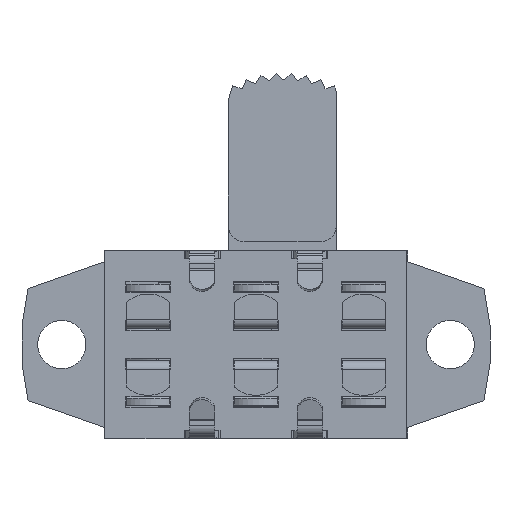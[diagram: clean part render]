
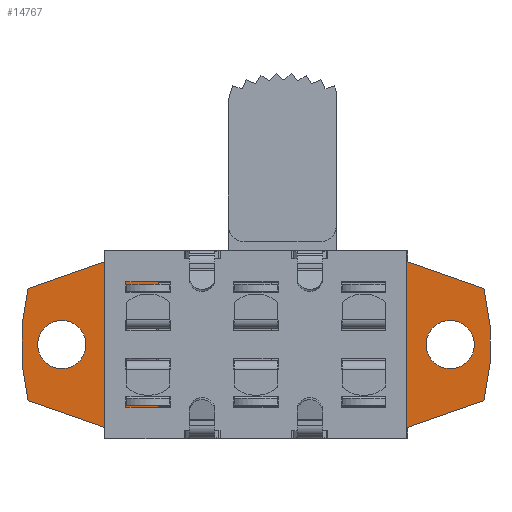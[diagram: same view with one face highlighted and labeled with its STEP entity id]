
A CAD part, front view. The second image highlights one B-rep face of the part: STEP entity #14767.
In plain terms, the highlighted planar face has unit normal (0, -1, 0).
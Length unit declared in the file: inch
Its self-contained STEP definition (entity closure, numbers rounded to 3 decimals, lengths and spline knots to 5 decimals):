
#123=FACE_BOUND('',#2140,.T.);
#124=FACE_BOUND('',#2141,.T.);
#125=FACE_BOUND('',#2142,.T.);
#714=PLANE('',#15996);
#1397=FACE_OUTER_BOUND('',#2139,.T.);
#2139=EDGE_LOOP('',(#12947,#12948,#12949,#12950,#12951,#12952,#12953,#12954,
#12955,#12956,#12957,#12958,#12959,#12960,#12961,#12962,#12963,#12964));
#2140=EDGE_LOOP('',(#12965));
#2141=EDGE_LOOP('',(#12966));
#2142=EDGE_LOOP('',(#12967));
#2597=CIRCLE('',#15961,0.06129);
#2600=CIRCLE('',#15965,0.06129);
#2608=CIRCLE('',#15982,0.07);
#2610=CIRCLE('',#15985,0.07);
#2611=CIRCLE('',#15989,0.68);
#2613=CIRCLE('',#15994,0.68);
#3813=LINE('',#23626,#5307);
#3818=LINE('',#23636,#5312);
#3821=LINE('',#23645,#5315);
#3822=LINE('',#23651,#5316);
#3952=LINE('',#24345,#5446);
#3961=LINE('',#24361,#5455);
#3962=LINE('',#24366,#5456);
#3979=LINE('',#24402,#5473);
#3980=LINE('',#24404,#5474);
#3984=LINE('',#24415,#5478);
#4033=LINE('',#24596,#5527);
#4037=LINE('',#24604,#5531);
#4041=LINE('',#24616,#5535);
#4045=LINE('',#24624,#5539);
#4049=LINE('',#24633,#5543);
#5307=VECTOR('',#19152,0.3937);
#5312=VECTOR('',#19159,0.3937);
#5315=VECTOR('',#19166,0.3937);
#5316=VECTOR('',#19171,0.3937);
#5446=VECTOR('',#19483,0.3937);
#5455=VECTOR('',#19498,0.3937);
#5456=VECTOR('',#19505,0.3937);
#5473=VECTOR('',#19560,0.3937);
#5474=VECTOR('',#19561,0.3937);
#5478=VECTOR('',#19569,0.3937);
#5527=VECTOR('',#19770,0.3937);
#5531=VECTOR('',#19776,0.3937);
#5535=VECTOR('',#19788,0.3937);
#5539=VECTOR('',#19794,0.3937);
#5543=VECTOR('',#19806,0.3937);
#6707=VERTEX_POINT('',#23622);
#6709=VERTEX_POINT('',#23625);
#6713=VERTEX_POINT('',#23635);
#6715=VERTEX_POINT('',#23641);
#6717=VERTEX_POINT('',#23644);
#6719=VERTEX_POINT('',#23648);
#6720=VERTEX_POINT('',#23650);
#6849=VERTEX_POINT('',#24344);
#6853=VERTEX_POINT('',#24358);
#6854=VERTEX_POINT('',#24364);
#6855=VERTEX_POINT('',#24403);
#6860=VERTEX_POINT('',#24413);
#6905=VERTEX_POINT('',#24552);
#6913=VERTEX_POINT('',#24585);
#6915=VERTEX_POINT('',#24591);
#6916=VERTEX_POINT('',#24595);
#6918=VERTEX_POINT('',#24602);
#6919=VERTEX_POINT('',#24603);
#6922=VERTEX_POINT('',#24614);
#6923=VERTEX_POINT('',#24615);
#6926=VERTEX_POINT('',#24623);
#8632=EDGE_CURVE('',#6709,#6707,#3813,.T.);
#8637=EDGE_CURVE('',#6713,#6709,#3818,.T.);
#8641=EDGE_CURVE('',#6717,#6715,#3821,.T.);
#8644=EDGE_CURVE('',#6720,#6719,#3822,.T.);
#8823=EDGE_CURVE('',#6849,#6720,#3952,.T.);
#8833=EDGE_CURVE('',#6853,#6849,#3961,.T.);
#8835=EDGE_CURVE('',#6854,#6713,#3962,.T.);
#8852=EDGE_CURVE('',#6715,#6854,#3979,.T.);
#8853=EDGE_CURVE('',#6855,#6853,#3980,.T.);
#8859=EDGE_CURVE('',#6707,#6860,#3984,.T.);
#8928=EDGE_CURVE('',#6905,#6905,#2597,.T.);
#8931=EDGE_CURVE('',#6719,#6717,#2600,.T.);
#8944=EDGE_CURVE('',#6913,#6913,#2608,.T.);
#8947=EDGE_CURVE('',#6915,#6915,#2610,.T.);
#8948=EDGE_CURVE('',#6860,#6916,#4033,.T.);
#8952=EDGE_CURVE('',#6918,#6919,#4037,.T.);
#8956=EDGE_CURVE('',#6916,#6918,#2611,.T.);
#8958=EDGE_CURVE('',#6922,#6923,#4041,.T.);
#8962=EDGE_CURVE('',#6926,#6855,#4045,.T.);
#8966=EDGE_CURVE('',#6923,#6926,#2613,.T.);
#8968=EDGE_CURVE('',#6919,#6922,#4049,.T.);
#12947=ORIENTED_EDGE('',*,*,#8632,.T.);
#12948=ORIENTED_EDGE('',*,*,#8859,.T.);
#12949=ORIENTED_EDGE('',*,*,#8948,.T.);
#12950=ORIENTED_EDGE('',*,*,#8956,.T.);
#12951=ORIENTED_EDGE('',*,*,#8952,.T.);
#12952=ORIENTED_EDGE('',*,*,#8968,.T.);
#12953=ORIENTED_EDGE('',*,*,#8958,.T.);
#12954=ORIENTED_EDGE('',*,*,#8966,.T.);
#12955=ORIENTED_EDGE('',*,*,#8962,.T.);
#12956=ORIENTED_EDGE('',*,*,#8853,.T.);
#12957=ORIENTED_EDGE('',*,*,#8833,.T.);
#12958=ORIENTED_EDGE('',*,*,#8823,.T.);
#12959=ORIENTED_EDGE('',*,*,#8644,.T.);
#12960=ORIENTED_EDGE('',*,*,#8931,.T.);
#12961=ORIENTED_EDGE('',*,*,#8641,.T.);
#12962=ORIENTED_EDGE('',*,*,#8852,.T.);
#12963=ORIENTED_EDGE('',*,*,#8835,.T.);
#12964=ORIENTED_EDGE('',*,*,#8637,.T.);
#12965=ORIENTED_EDGE('',*,*,#8928,.T.);
#12966=ORIENTED_EDGE('',*,*,#8944,.T.);
#12967=ORIENTED_EDGE('',*,*,#8947,.T.);
#14767=ADVANCED_FACE('',(#1397,#123,#124,#125),#714,.F.);
#15961=AXIS2_PLACEMENT_3D('',#24553,#19712,#19713);
#15965=AXIS2_PLACEMENT_3D('',#24559,#19720,#19721);
#15982=AXIS2_PLACEMENT_3D('',#24587,#19759,#19760);
#15985=AXIS2_PLACEMENT_3D('',#24593,#19766,#19767);
#15989=AXIS2_PLACEMENT_3D('',#24611,#19782,#19783);
#15994=AXIS2_PLACEMENT_3D('',#24630,#19800,#19801);
#15996=AXIS2_PLACEMENT_3D('',#24632,#19804,#19805);
#19152=DIRECTION('',(0.,0.,1.));
#19159=DIRECTION('',(-1.,0.,0.));
#19166=DIRECTION('',(0.,0.,1.));
#19171=DIRECTION('',(0.,0.,1.));
#19483=DIRECTION('',(-1.,0.,0.));
#19498=DIRECTION('',(0.,0.,-1.));
#19505=DIRECTION('',(0.,0.,-1.));
#19560=DIRECTION('',(-1.,0.,0.));
#19561=DIRECTION('',(-1.,0.,0.));
#19569=DIRECTION('',(-1.,0.,0.));
#19712=DIRECTION('center_axis',(0.,1.,0.));
#19713=DIRECTION('ref_axis',(0.,0.,
-1.));
#19720=DIRECTION('center_axis',(0.,1.,0.));
#19721=DIRECTION('ref_axis',(0.,0.,
-1.));
#19759=DIRECTION('center_axis',(0.,1.,0.));
#19760=DIRECTION('ref_axis',(1.,0.,0.));
#19766=DIRECTION('center_axis',(0.,1.,0.));
#19767=DIRECTION('ref_axis',(1.,0.,0.));
#19770=DIRECTION('',(-0.943,0.,-0.332));
#19776=DIRECTION('',(0.943,0.,-0.332));
#19782=DIRECTION('center_axis',(0.,-1.,0.));
#19783=DIRECTION('ref_axis',(-0.971,0.,-0.239));
#19788=DIRECTION('',(0.943,0.,0.332));
#19794=DIRECTION('',(-0.943,0.,0.332));
#19800=DIRECTION('center_axis',(0.,-1.,0.));
#19801=DIRECTION('ref_axis',(0.971,0.,0.239));
#19804=DIRECTION('center_axis',(0.,1.,0.));
#19805=DIRECTION('ref_axis',(-1.,0.,0.));
#19806=DIRECTION('',(1.,0.,0.));
#23622=CARTESIAN_POINT('',(0.63937,0.72949,0.14618));
#23625=CARTESIAN_POINT('',(0.63937,0.72949,-0.31086));
#23626=CARTESIAN_POINT('',(0.63937,0.72949,-0.03313));
#23635=CARTESIAN_POINT('',(0.68305,0.72949,-0.31086));
#23636=CARTESIAN_POINT('',(0.86311,0.72949,-0.31086));
#23641=CARTESIAN_POINT('',(1.27937,0.72949,0.14618));
#23644=CARTESIAN_POINT('',(1.27937,0.72949,-0.05052));
#23645=CARTESIAN_POINT('',(1.27937,0.72949,-0.03313));
#23648=CARTESIAN_POINT('',(1.27937,0.72949,-0.13711));
#23650=CARTESIAN_POINT('',(1.27937,0.72949,-0.31086));
#23651=CARTESIAN_POINT('',(1.27937,0.72949,-0.03313));
#24344=CARTESIAN_POINT('',(1.32305,0.72949,-0.31086));
#24345=CARTESIAN_POINT('',(1.02311,0.72949,-0.31086));
#24358=CARTESIAN_POINT('',(1.32305,0.72949,0.14618));
#24361=CARTESIAN_POINT('',(1.32305,0.72949,-0.03313));
#24364=CARTESIAN_POINT('',(0.68305,0.72949,0.14618));
#24366=CARTESIAN_POINT('',(0.68305,0.72949,-0.15413));
#24402=CARTESIAN_POINT('',(0.685,0.72949,0.14618));
#24403=CARTESIAN_POINT('',(1.345,0.72949,0.14618));
#24404=CARTESIAN_POINT('',(0.685,0.72949,0.14618));
#24413=CARTESIAN_POINT('',(0.465,0.72949,0.14618));
#24415=CARTESIAN_POINT('',(0.685,0.72949,0.14618));
#24552=CARTESIAN_POINT('',(0.63402,0.72949,-0.09382));
#24553=CARTESIAN_POINT('Origin',(0.57273,0.72949,-0.09382));
#24559=CARTESIAN_POINT('Origin',(1.236,0.72949,-0.09382));
#24585=CARTESIAN_POINT('',(1.3975,0.72949,-0.09382));
#24587=CARTESIAN_POINT('Origin',(1.4675,0.72949,-0.09382));
#24591=CARTESIAN_POINT('',(0.2725,0.72949,-0.09382));
#24593=CARTESIAN_POINT('Origin',(0.3425,0.72949,-0.09382));
#24595=CARTESIAN_POINT('',(0.2447,0.72949,0.06868));
#24596=CARTESIAN_POINT('',(0.51306,0.72949,0.16309));
#24602=CARTESIAN_POINT('',(0.2447,0.72949,-0.25632));
#24603=CARTESIAN_POINT('',(0.465,0.72949,-0.33382));
#24604=CARTESIAN_POINT('',(0.6232,0.72949,-0.38947));
#24611=CARTESIAN_POINT('Origin',(0.905,0.72949,-0.09382));
#24614=CARTESIAN_POINT('',(1.345,0.72949,-0.33382));
#24615=CARTESIAN_POINT('',(1.5653,0.72949,-0.25632));
#24616=CARTESIAN_POINT('',(1.29694,0.72949,-0.35072));
#24623=CARTESIAN_POINT('',(1.5653,0.72949,0.06868));
#24624=CARTESIAN_POINT('',(1.1868,0.72949,0.20184));
#24630=CARTESIAN_POINT('Origin',(0.905,0.72949,-0.09382));
#24632=CARTESIAN_POINT('Origin',(0.905,0.72949,-0.09382));
#24633=CARTESIAN_POINT('',(1.125,0.72949,-0.33382));
